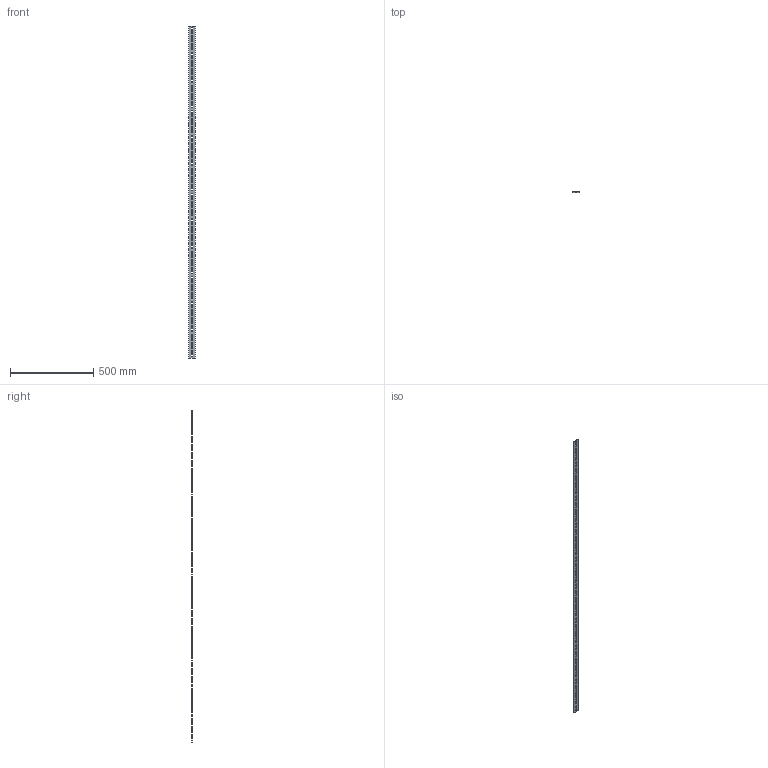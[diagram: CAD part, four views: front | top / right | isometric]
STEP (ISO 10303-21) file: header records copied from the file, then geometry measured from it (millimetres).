
FILE_DESCRIPTION (( 'STEP AP203' ), '1' );
FILE_NAME ('CLM50D-POP-40-2-3-BS Ïîëîñà ïåðôîðèðîâàííàÿ 40õ2000-3,0 BS IEK.STEP', '2023-03-21T11:31:48', ( '' ), ( '' ), 'SwSTEP 2.0', 'SolidWorks 2022', '' );
FILE_SCHEMA (( 'CONFIG_CONTROL_DESIGN' ));
Length unit declared in the file: millimetre
Products named in the file (1): CLM50D-POP-40-2-3-BS Полоса перфорированная 40х2000-3,0 BS IEK
Bounding box: 40 x 3 x 2000 mm (x, y, z)
Volume: 203205.9 mm3; surface area: 157583.5 mm2
Topology: 1 solids, 1 shells, 206 faces, 612 edges, 408 vertices
Faces by surface type: cylinder 120, plane 86
Entity records: 7233 total; most frequent: DIRECTION 1266, CARTESIAN_POINT 1227, ORIENTED_EDGE 1224, EDGE_CURVE 612, AXIS2_PLACEMENT_3D 447, VERTEX_POINT 408, LINE 372, VECTOR 372
